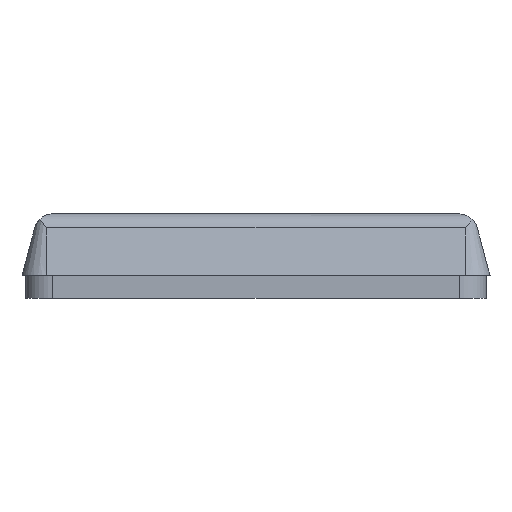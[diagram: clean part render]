
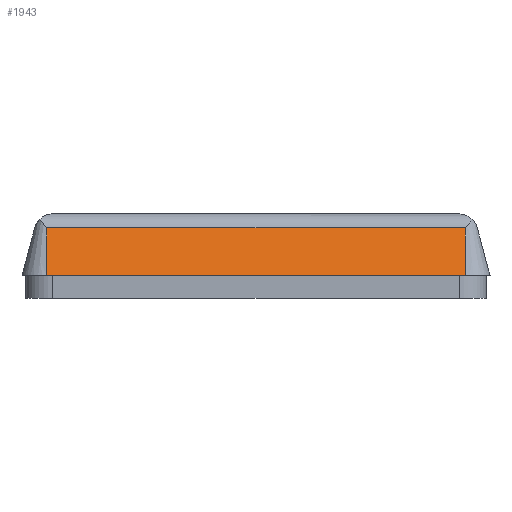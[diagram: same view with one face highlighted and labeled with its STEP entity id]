
A CAD part, left-side view. The second image highlights one B-rep face of the part: STEP entity #1943.
In plain terms, the highlighted planar face has unit normal (-0.966, 0, 0.259).
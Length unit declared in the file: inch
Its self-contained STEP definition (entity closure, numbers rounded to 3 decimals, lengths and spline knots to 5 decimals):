
#22 = LINE ( 'NONE', #5097, #4635 ) ;
#450 = EDGE_CURVE ( 'NONE', #458, #4471, #5860, .T. ) ;
#458 = VERTEX_POINT ( 'NONE', #4510 ) ;
#538 = CARTESIAN_POINT ( 'NONE',  ( -2.35634, 1.07449, 0.24229 ) ) ;
#547 = CARTESIAN_POINT ( 'NONE',  ( -2.42126, -1.07449, 0. ) ) ;
#1393 = LINE ( 'NONE', #5115, #3102 ) ;
#1427 = DIRECTION ( 'NONE',  ( -0.259, 0., -0.966 ) ) ;
#1674 = CARTESIAN_POINT ( 'NONE',  ( -5266.46248, 1.07449, -19645.66929 ) ) ;
#1919 = DIRECTION ( 'NONE',  ( 0., -1., 0. ) ) ;
#1922 = VECTOR ( 'NONE', #1427, 39.37008 ) ;
#1943 = ADVANCED_FACE ( 'NONE', ( #5021 ), #3549, .T. ) ;
#2124 = EDGE_CURVE ( 'NONE', #4471, #4795, #1393, .T. ) ;
#2134 = EDGE_CURVE ( 'NONE', #4795, #4068, #5634, .T. ) ;
#2394 = VECTOR ( 'NONE', #3554, 39.37008 ) ;
#2514 = ORIENTED_EDGE ( 'NONE', *, *, #3971, .T. ) ;
#3088 = CARTESIAN_POINT ( 'NONE',  ( -2.42126, 1.07449, 0. ) ) ;
#3102 = VECTOR ( 'NONE', #1919, 39.37008 ) ;
#3350 = EDGE_LOOP ( 'NONE', ( #5096, #2514, #4675, #5619 ) ) ;
#3549 = PLANE ( 'NONE',  #3788 ) ;
#3554 = DIRECTION ( 'NONE',  ( 0.259, 0., 0.966 ) ) ;
#3607 = CARTESIAN_POINT ( 'NONE',  ( -2.35634, -1.07449, 0.24229 ) ) ;
#3775 = DIRECTION ( 'NONE',  ( 0., -1., 0. ) ) ;
#3788 = AXIS2_PLACEMENT_3D ( 'NONE', #3088, #4967, #4100 ) ;
#3971 = EDGE_CURVE ( 'NONE', #458, #4068, #22, .T. ) ;
#4068 = VERTEX_POINT ( 'NONE', #547 ) ;
#4100 = DIRECTION ( 'NONE',  ( 0.259, 0., 0.966 ) ) ;
#4471 = VERTEX_POINT ( 'NONE', #538 ) ;
#4510 = CARTESIAN_POINT ( 'NONE',  ( -2.42126, 1.07449, 0. ) ) ;
#4635 = VECTOR ( 'NONE', #3775, 39.37008 ) ;
#4675 = ORIENTED_EDGE ( 'NONE', *, *, #2134, .F. ) ;
#4714 = CARTESIAN_POINT ( 'NONE',  ( -5266.46248, -1.07449, -19645.66929 ) ) ;
#4795 = VERTEX_POINT ( 'NONE', #3607 ) ;
#4967 = DIRECTION ( 'NONE',  ( -0.966, 0., 0.259 ) ) ;
#5021 = FACE_OUTER_BOUND ( 'NONE', #3350, .T. ) ;
#5096 = ORIENTED_EDGE ( 'NONE', *, *, #450, .F. ) ;
#5097 = CARTESIAN_POINT ( 'NONE',  ( -2.42126, 1.07449, 0. ) ) ;
#5115 = CARTESIAN_POINT ( 'NONE',  ( -2.35634, 3.93701, 0.24229 ) ) ;
#5619 = ORIENTED_EDGE ( 'NONE', *, *, #2124, .F. ) ;
#5634 = LINE ( 'NONE', #4714, #1922 ) ;
#5860 = LINE ( 'NONE', #1674, #2394 ) ;
